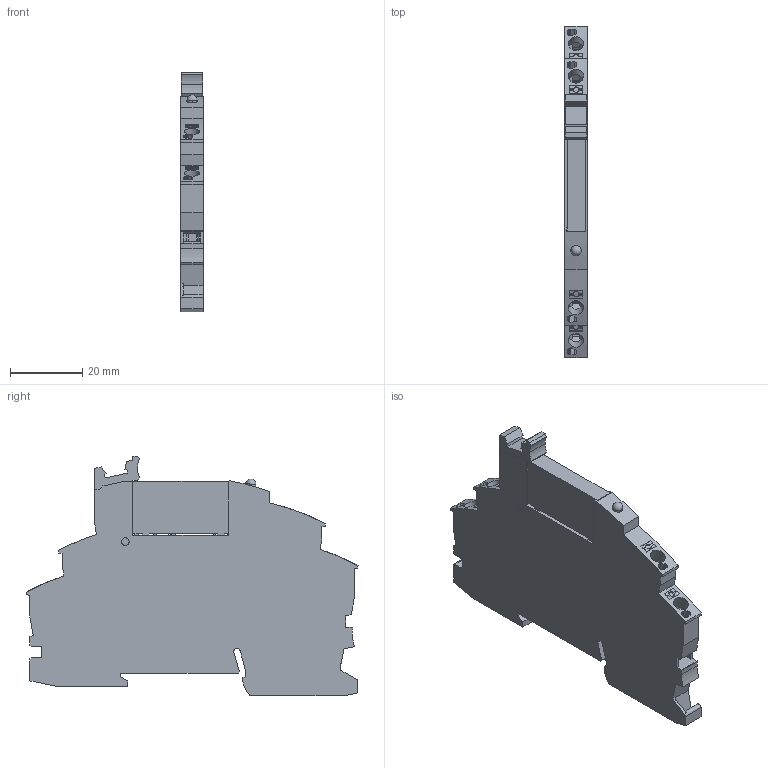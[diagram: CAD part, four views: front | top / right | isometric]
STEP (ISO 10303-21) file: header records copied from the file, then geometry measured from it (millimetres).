
FILE_DESCRIPTION(('STEP AP203'),'1');
FILE_NAME('2903361.stp','2023-11-24T07:01:26',('TraceParts'),('TraceParts S.A.'),'Spatial InterOp 3D',' ',' ');
FILE_SCHEMA(('CONFIG_CONTROL_DESIGN'));
Length unit declared in the file: millimetre
Products named in the file (1): 1
Bounding box: 6.1 x 91.71 x 66.22 mm (x, y, z)
Volume: 24656.7 mm3; surface area: 12882.4 mm2
Topology: 2 solids, 2 shells, 452 faces, 1272 edges, 850 vertices
Faces by surface type: plane 300, extrusion 87, cylinder 56, cone 8, sphere 1
Entity records: 30781 total; most frequent: CARTESIAN_POINT 19525, ORIENTED_EDGE 2540, DIRECTION 1905, EDGE_CURVE 1270, VECTOR 931, VERTEX_POINT 850, LINE 844, AXIS2_PLACEMENT_3D 487
